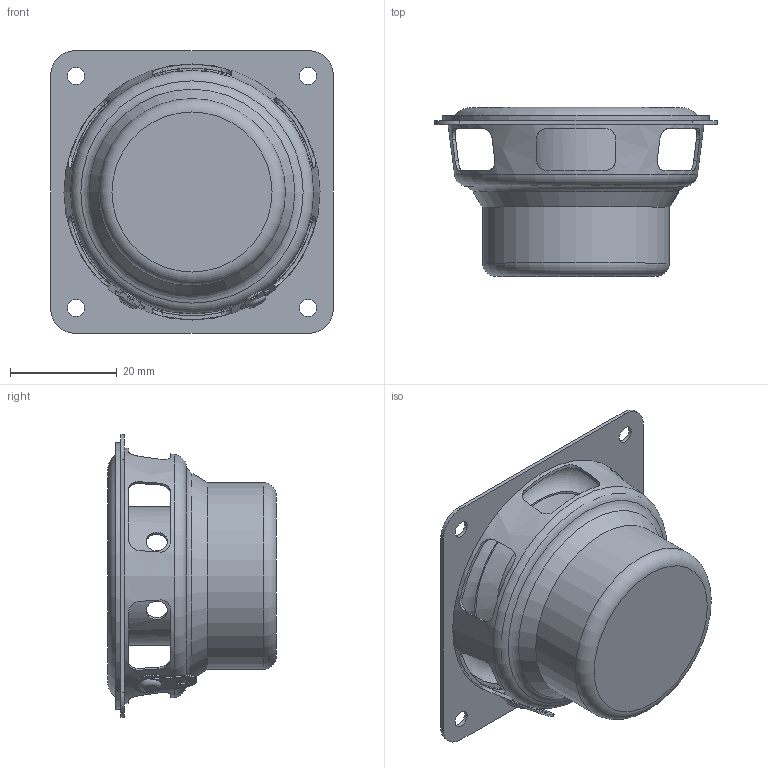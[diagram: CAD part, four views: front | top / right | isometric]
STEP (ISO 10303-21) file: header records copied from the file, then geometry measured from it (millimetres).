
FILE_DESCRIPTION(/* description */ (''),/* implementation_level */ '2;1');
FILE_NAME(/* name */ 'AS05308AS-R.stp',/* time_stamp */ '2018-10-29T11:12:48-04:00',/* author */ ('vandenbroek'),/* organization */ (''),/* preprocessor_version */ 'ST-DEVELOPER v16.1',/* originating_system */ 'Autodesk Inventor 2016',/* authorisation */ '');
FILE_SCHEMA (('AUTOMOTIVE_DESIGN { 1 0 10303 214 3 1 1 }'));
Length unit declared in the file: millimetre
Products named in the file (1): AS05308AS-R
Bounding box: 53 x 31.65 x 53 mm (x, y, z)
Volume: 12878.2 mm3; surface area: 20447.9 mm2
Topology: 1 solids, 1 shells, 141 faces, 361 edges, 236 vertices
Faces by surface type: plane 60, cylinder 58, torus 15, cone 5, bspline 3
Full cylindrical faces by diameter (mm): 3.2 x4, 4 x4, 6.25 x2, 23 x1, 24.6 x1, 26 x2, 30 x1, 33.268 x1, 35 x1, 38.531 x1, 46.5 x1, 47 x2, 50 x1
Entity records: 5046 total; most frequent: CARTESIAN_POINT 1739, ORIENTED_EDGE 598, DIRECTION 598, EDGE_CURVE 299, AXIS2_PLACEMENT_3D 249, EDGE_LOOP 231, VERTEX_POINT 220, FACE_OUTER_BOUND 141
